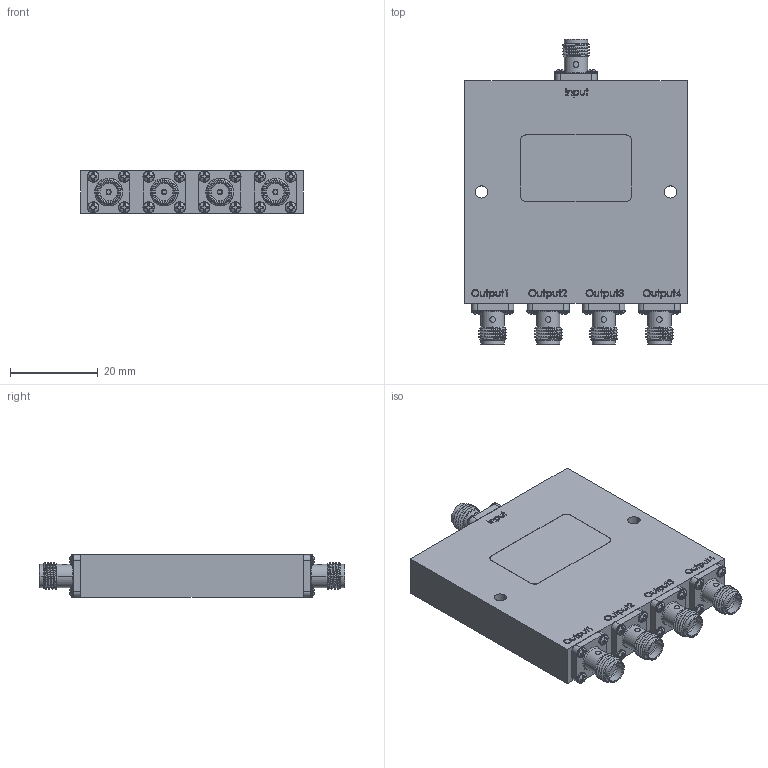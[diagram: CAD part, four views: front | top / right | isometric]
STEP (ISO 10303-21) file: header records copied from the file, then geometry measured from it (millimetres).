
FILE_DESCRIPTION (( 'STEP AP203' ), '1' );
FILE_NAME ('PE20DV1048-FMDV1048.step', '2018-11-19T23:34:52', ( '' ), ( '' ), 'SwSTEP 2.0', 'SolidWorks 2017', '' );
FILE_SCHEMA (( 'CONFIG_CONTROL_DESIGN' ));
Length unit declared in the file: inch
Products named in the file (1): PE20DV1048-FMDV1048
Bounding box: 50.8 x 69.85 x 9.7 mm (x, y, z)
Volume: 26172.4 mm3; surface area: 9228.2 mm2
Topology: 1 solids, 21 shells, 1386 faces, 3645 edges, 2385 vertices
Faces by surface type: plane 756, bspline 247, cylinder 213, cone 160, torus 10
Entity records: 58524 total; most frequent: CARTESIAN_POINT 26658, ORIENTED_EDGE 7290, DIRECTION 5562, EDGE_CURVE 3645, VERTEX_POINT 2385, AXIS2_PLACEMENT_3D 1886, VECTOR 1790, LINE 1790
